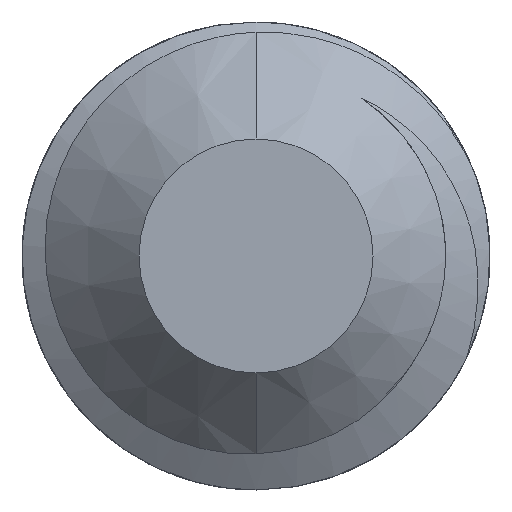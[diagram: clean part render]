
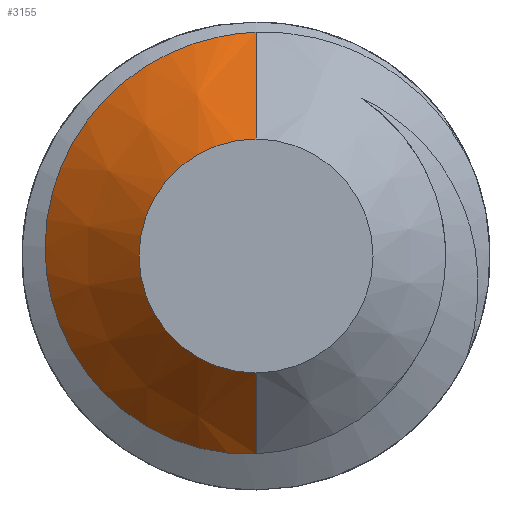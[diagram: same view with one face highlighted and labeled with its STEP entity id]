
A CAD part, front view. The second image highlights one B-rep face of the part: STEP entity #3155.
In plain terms, the highlighted conical face has half-angle 45 degrees and reference radius 2 mm.
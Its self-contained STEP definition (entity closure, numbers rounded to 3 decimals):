
#32 = CARTESIAN_POINT ( 'NONE',  ( -1.115, 0.739, -1.355 ) ) ;
#47 = CARTESIAN_POINT ( 'NONE',  ( -1.751, 0.788, -0.38 ) ) ;
#64 = CARTESIAN_POINT ( 'NONE',  ( -0.913, 0.73, -1.488 ) ) ;
#84 = CARTESIAN_POINT ( 'NONE',  ( -1.185, 0.865, 1.445 ) ) ;
#99 = ORIENTED_EDGE ( 'NONE', *, *, #982, .F. ) ;
#272 = CARTESIAN_POINT ( 'NONE',  ( -1.804, 0.801, -0.032 ) ) ;
#290 = CARTESIAN_POINT ( 'NONE',  ( -0.468, 0.711, -1.65 ) ) ;
#321 = DIRECTION ( 'NONE',  ( 0., -1., 0. ) ) ;
#476 = CARTESIAN_POINT ( 'NONE',  ( -1.572, 0.768, -0.817 ) ) ;
#553 = CARTESIAN_POINT ( 'NONE',  ( -1.427, 0.851, 1.185 ) ) ;
#567 = B_SPLINE_CURVE_WITH_KNOTS ( 'NONE', 3,
 ( #2488, #844, #1785, #290, #1275, #64, #32, #1820, #2027, #476, #589, #1033, #47, #1017, #272, #2781, #1311, #2745, #2962, #553, #1069, #84, #1528, #2046, #1568, #2364, #607, #2841 ),
 .UNSPECIFIED., .F., .F.,
 ( 4, 2, 2, 2, 2, 2, 2, 2, 2, 2, 2, 2, 2, 4 ),
 ( 0.002, 0.002, 0.002, 0.003, 0.003, 0.004, 0.004, 0.004, 0.005, 0.006, 0.006, 0.006, 0.007, 0.007 ),
 .UNSPECIFIED. ) ;
#589 = CARTESIAN_POINT ( 'NONE',  ( -1.627, 0.773, -0.714 ) ) ;
#607 = CARTESIAN_POINT ( 'NONE',  ( -0.235, 0.904, 1.904 ) ) ;
#631 = DIRECTION ( 'NONE',  ( 0., 0., 1. ) ) ;
#731 = VECTOR ( 'NONE', #1129, 1000. ) ;
#783 = CARTESIAN_POINT ( 'NONE',  ( 0., 0., 1. ) ) ;
#844 = CARTESIAN_POINT ( 'NONE',  ( -0.119, 0.696, -1.696 ) ) ;
#882 = DIRECTION ( 'NONE',  ( 0., 0.707, -0.707 ) ) ;
#982 = EDGE_CURVE ( 'NONE', #2331, #2045, #2832, .T. ) ;
#1017 = CARTESIAN_POINT ( 'NONE',  ( -1.794, 0.797, -0.149 ) ) ;
#1033 = CARTESIAN_POINT ( 'NONE',  ( -1.717, 0.783, -0.495 ) ) ;
#1063 = LINE ( 'NONE', #2518, #731 ) ;
#1069 = CARTESIAN_POINT ( 'NONE',  ( -1.351, 0.856, 1.278 ) ) ;
#1106 = AXIS2_PLACEMENT_3D ( 'NONE', #1116, #1848, #631 ) ;
#1116 = CARTESIAN_POINT ( 'NONE',  ( 0., 1., 0. ) ) ;
#1129 = DIRECTION ( 'NONE',  ( 0., 0.707, 0.707 ) ) ;
#1275 = CARTESIAN_POINT ( 'NONE',  ( -0.584, 0.716, -1.618 ) ) ;
#1311 = CARTESIAN_POINT ( 'NONE',  ( -1.751, 0.823, 0.559 ) ) ;
#1449 = CIRCLE ( 'NONE', #1556, 1. ) ;
#1528 = CARTESIAN_POINT ( 'NONE',  ( -1.095, 0.869, 1.52 ) ) ;
#1542 = CARTESIAN_POINT ( 'NONE',  ( 0., 0., 0. ) ) ;
#1556 = AXIS2_PLACEMENT_3D ( 'NONE', #1542, #321, #1592 ) ;
#1561 = CARTESIAN_POINT ( 'NONE',  ( 0., 0., -1. ) ) ;
#1565 = CONICAL_SURFACE ( 'NONE', #1106, 2., 0.785 ) ;
#1568 = CARTESIAN_POINT ( 'NONE',  ( -0.794, 0.882, 1.71 ) ) ;
#1592 = DIRECTION ( 'NONE',  ( 0., 0., 1. ) ) ;
#1785 = CARTESIAN_POINT ( 'NONE',  ( -0.236, 0.701, -1.689 ) ) ;
#1820 = CARTESIAN_POINT ( 'NONE',  ( -1.365, 0.753, -1.106 ) ) ;
#1848 = DIRECTION ( 'NONE',  ( 0., 1., 0. ) ) ;
#1852 = VERTEX_POINT ( 'NONE', #783 ) ;
#1867 = EDGE_LOOP ( 'NONE', ( #99, #3087, #2523, #2780 ) ) ;
#2027 = CARTESIAN_POINT ( 'NONE',  ( -1.441, 0.758, -1.014 ) ) ;
#2045 = VERTEX_POINT ( 'NONE', #2707 ) ;
#2046 = CARTESIAN_POINT ( 'NONE',  ( -0.899, 0.878, 1.653 ) ) ;
#2310 = CARTESIAN_POINT ( 'NONE',  ( 0., 0.913, 1.913 ) ) ;
#2331 = VERTEX_POINT ( 'NONE', #1561 ) ;
#2354 = EDGE_CURVE ( 'NONE', #1852, #2556, #1063, .T. ) ;
#2364 = CARTESIAN_POINT ( 'NONE',  ( -0.47, 0.895, 1.85 ) ) ;
#2430 = EDGE_CURVE ( 'NONE', #1852, #2331, #1449, .T. ) ;
#2488 = CARTESIAN_POINT ( 'NONE',  ( 0., 0.691, -1.691 ) ) ;
#2518 = CARTESIAN_POINT ( 'NONE',  ( 0., 1., 2. ) ) ;
#2523 = ORIENTED_EDGE ( 'NONE', *, *, #2354, .T. ) ;
#2556 = VERTEX_POINT ( 'NONE', #2310 ) ;
#2707 = CARTESIAN_POINT ( 'NONE',  ( 0., 0.691, -1.691 ) ) ;
#2745 = CARTESIAN_POINT ( 'NONE',  ( -1.614, 0.837, 0.886 ) ) ;
#2780 = ORIENTED_EDGE ( 'NONE', *, *, #2983, .F. ) ;
#2781 = CARTESIAN_POINT ( 'NONE',  ( -1.8, 0.814, 0.324 ) ) ;
#2832 = LINE ( 'NONE', #2876, #2842 ) ;
#2841 = CARTESIAN_POINT ( 'NONE',  ( 0., 0.913, 1.913 ) ) ;
#2842 = VECTOR ( 'NONE', #882, 1000. ) ;
#2876 = CARTESIAN_POINT ( 'NONE',  ( 0., 1., -2. ) ) ;
#2962 = CARTESIAN_POINT ( 'NONE',  ( -1.558, 0.842, 0.989 ) ) ;
#2983 = EDGE_CURVE ( 'NONE', #2045, #2556, #567, .T. ) ;
#3080 = FACE_OUTER_BOUND ( 'NONE', #1867, .T. ) ;
#3087 = ORIENTED_EDGE ( 'NONE', *, *, #2430, .F. ) ;
#3155 = ADVANCED_FACE ( 'NONE', ( #3080 ), #1565, .T. ) ;
